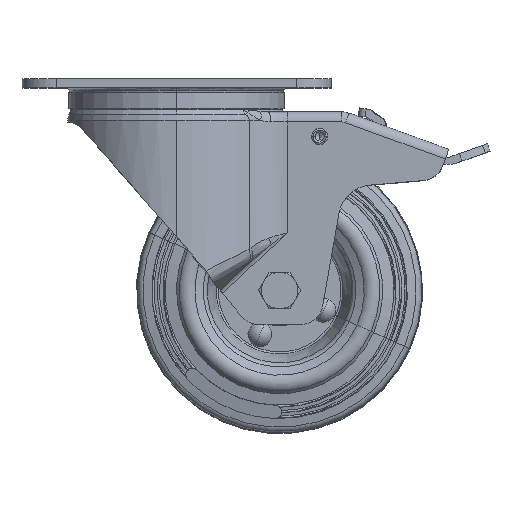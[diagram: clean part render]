
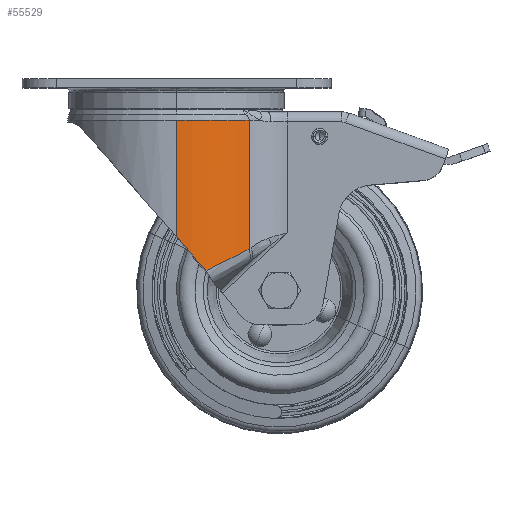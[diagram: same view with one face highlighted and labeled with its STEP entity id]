
A CAD part, top view. The second image highlights one B-rep face of the part: STEP entity #55529.
In plain terms, the highlighted cylindrical face has radius 47.5 mm (diameter 95 mm), a partial arc.
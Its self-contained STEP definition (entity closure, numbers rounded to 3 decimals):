
#301 = EDGE_LOOP ( 'NONE', ( #30204, #57832, #41050, #6689, #50453 ) ) ;
#446 = CARTESIAN_POINT ( 'NONE',  ( 10.719, -81.407, 46.327 ) ) ;
#3834 = CARTESIAN_POINT ( 'NONE',  ( 22.156, -79.191, 42.017 ) ) ;
#6689 = ORIENTED_EDGE ( 'NONE', *, *, #22771, .T. ) ;
#7989 = VERTEX_POINT ( 'NONE', #32126 ) ;
#8477 = CARTESIAN_POINT ( 'NONE',  ( 0., -18.09, 0. ) ) ;
#9376 = CARTESIAN_POINT ( 'NONE',  ( 22.637, -78.952, 41.759 ) ) ;
#12805 = VECTOR ( 'NONE', #16198, 1000. ) ;
#13309 = B_SPLINE_CURVE_WITH_KNOTS ( 'NONE', 3,
 ( #53129, #14650, #58667, #25797, #64182, #31307, #69718, #36781, #3834, #42302, #9376, #47784, #14889, #53364, #20480, #58895, #26028, #64419 ),
 .UNSPECIFIED., .F., .F.,
 ( 4, 2, 2, 2, 1, 1, 1, 1, 2, 2, 4 ),
 ( 0., 0.25, 0.375, 0.437, 0.469, 0.484, 0.492, 0.496, 0.498, 0.5, 1. ),
 .UNSPECIFIED. ) ;
#14004 = DIRECTION ( 'NONE',  ( 0., 0., -1. ) ) ;
#14086 = EDGE_CURVE ( 'NONE', #14712, #32801, #66965, .T. ) ;
#14288 = B_SPLINE_CURVE_WITH_KNOTS ( 'NONE', 3,
 ( #60856, #55308, #66391, #33483, #446, #38973 ),
 .UNSPECIFIED., .F., .F.,
 ( 4, 2, 4 ),
 ( 0.066, 0.076, 0.086 ),
 .UNSPECIFIED. ) ;
#14650 = CARTESIAN_POINT ( 'NONE',  ( 14.711, -82.91, 45.206 ) ) ;
#14712 = VERTEX_POINT ( 'NONE', #68427 ) ;
#14889 = CARTESIAN_POINT ( 'NONE',  ( 22.751, -78.895, 41.697 ) ) ;
#15353 = CARTESIAN_POINT ( 'NONE',  ( 0., 0.161, 0. ) ) ;
#16198 = DIRECTION ( 'NONE',  ( 0., 1., 0. ) ) ;
#16507 = CARTESIAN_POINT ( 'NONE',  ( 31.695, 0.161, 35.379 ) ) ;
#16952 = EDGE_CURVE ( 'NONE', #35723, #7989, #41429, .T. ) ;
#20480 = CARTESIAN_POINT ( 'NONE',  ( 22.783, -78.879, 41.68 ) ) ;
#21166 = DIRECTION ( 'NONE',  ( 0., -1., 0. ) ) ;
#22489 = AXIS2_PLACEMENT_3D ( 'NONE', #15353, #21166, #43200 ) ;
#22771 = EDGE_CURVE ( 'NONE', #45156, #14712, #13309, .T. ) ;
#25797 = CARTESIAN_POINT ( 'NONE',  ( 18.963, -80.784, 43.56 ) ) ;
#26028 = CARTESIAN_POINT ( 'NONE',  ( 29.12, -75.734, 37.686 ) ) ;
#26881 = CIRCLE ( 'NONE', #50372, 47.5 ) ;
#27871 = FACE_OUTER_BOUND ( 'NONE', #301, .T. ) ;
#30204 = ORIENTED_EDGE ( 'NONE', *, *, #40349, .T. ) ;
#31307 = CARTESIAN_POINT ( 'NONE',  ( 20.932, -79.801, 42.641 ) ) ;
#32126 = CARTESIAN_POINT ( 'NONE',  ( 0., -69.107, 47.5 ) ) ;
#32801 = VERTEX_POINT ( 'NONE', #34842 ) ;
#33483 = CARTESIAN_POINT ( 'NONE',  ( 8.585, -78.958, 46.768 ) ) ;
#34842 = CARTESIAN_POINT ( 'NONE',  ( 31.695, -18.09, 35.379 ) ) ;
#35723 = VERTEX_POINT ( 'NONE', #42680 ) ;
#36781 = CARTESIAN_POINT ( 'NONE',  ( 21.877, -79.33, 42.163 ) ) ;
#38973 = CARTESIAN_POINT ( 'NONE',  ( 12.845, -83.847, 45.73 ) ) ;
#40349 = EDGE_CURVE ( 'NONE', #32801, #35723, #26881, .T. ) ;
#41050 = ORIENTED_EDGE ( 'NONE', *, *, #61281, .T. ) ;
#41429 = LINE ( 'NONE', #56959, #67253 ) ;
#42302 = CARTESIAN_POINT ( 'NONE',  ( 22.478, -79.031, 41.845 ) ) ;
#42680 = CARTESIAN_POINT ( 'NONE',  ( 0., -18.09, 47.5 ) ) ;
#43200 = DIRECTION ( 'NONE',  ( 0., 0., -1. ) ) ;
#45156 = VERTEX_POINT ( 'NONE', #54403 ) ;
#46910 = DIRECTION ( 'NONE',  ( 0., -1., 0. ) ) ;
#47784 = CARTESIAN_POINT ( 'NONE',  ( 22.717, -78.912, 41.716 ) ) ;
#50127 = CYLINDRICAL_SURFACE ( 'NONE', #22489, 47.5 ) ;
#50372 = AXIS2_PLACEMENT_3D ( 'NONE', #8477, #46910, #14004 ) ;
#50453 = ORIENTED_EDGE ( 'NONE', *, *, #14086, .T. ) ;
#53129 = CARTESIAN_POINT ( 'NONE',  ( 12.845, -83.847, 45.73 ) ) ;
#53364 = CARTESIAN_POINT ( 'NONE',  ( 22.774, -78.884, 41.685 ) ) ;
#54403 = CARTESIAN_POINT ( 'NONE',  ( 12.845, -83.847, 45.73 ) ) ;
#55308 = CARTESIAN_POINT ( 'NONE',  ( 2.155, -71.58, 47.5 ) ) ;
#55529 = ADVANCED_FACE ( 'NONE', ( #27871 ), #50127, .T. ) ;
#56959 = CARTESIAN_POINT ( 'NONE',  ( 0., 0.161, 47.5 ) ) ;
#57832 = ORIENTED_EDGE ( 'NONE', *, *, #16952, .T. ) ;
#58277 = DIRECTION ( 'NONE',  ( 0., -1., 0. ) ) ;
#58667 = CARTESIAN_POINT ( 'NONE',  ( 16.475, -82.027, 44.588 ) ) ;
#58895 = CARTESIAN_POINT ( 'NONE',  ( 26.151, -77.203, 39.837 ) ) ;
#60856 = CARTESIAN_POINT ( 'NONE',  ( 0., -69.107, 47.5 ) ) ;
#61281 = EDGE_CURVE ( 'NONE', #7989, #45156, #14288, .T. ) ;
#64182 = CARTESIAN_POINT ( 'NONE',  ( 19.766, -80.383, 43.201 ) ) ;
#64419 = CARTESIAN_POINT ( 'NONE',  ( 31.695, -74.465, 35.379 ) ) ;
#66391 = CARTESIAN_POINT ( 'NONE',  ( 4.303, -74.044, 47.354 ) ) ;
#66965 = LINE ( 'NONE', #16507, #12805 ) ;
#67253 = VECTOR ( 'NONE', #58277, 1000. ) ;
#68427 = CARTESIAN_POINT ( 'NONE',  ( 31.695, -74.465, 35.379 ) ) ;
#69718 = CARTESIAN_POINT ( 'NONE',  ( 21.314, -79.611, 42.452 ) ) ;
